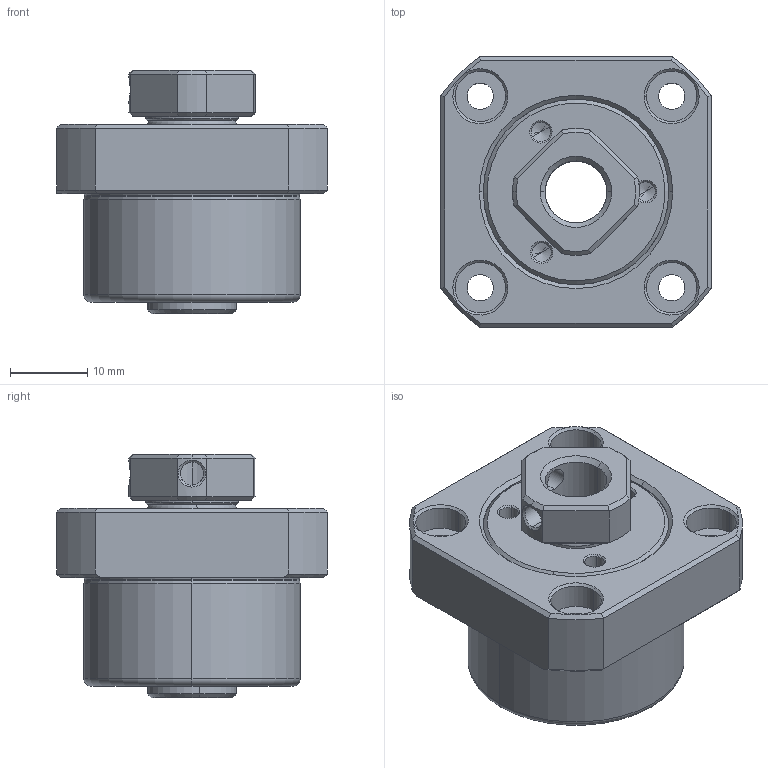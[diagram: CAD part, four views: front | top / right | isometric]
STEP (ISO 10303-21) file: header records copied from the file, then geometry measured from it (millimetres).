
FILE_DESCRIPTION (( 'STEP AP214' ), '1' );
FILE_NAME ('FK08疒遂.STEP', '2018-12-10T05:10:21', ( 'Windows 荤侩磊' ), ( '' ), 'SwSTEP 2.0', 'SolidWorks 2013', '' );
FILE_SCHEMA (( 'AUTOMOTIVE_DESIGN' ));
Length unit declared in the file: millimetre
Products named in the file (7): FK.EK08間隔環; FK08鎖固螺帽(成_); 708A; FK08軸封; FK08軸承_(成_); FK08軸承座_體(成_); FK08疒遂
Assembly tree (8 placements, depth 2):
  FK08疒遂
    FK08軸承座_體(成_)
    FK08軸承_(成_)
    FK08軸封
    708A  x2
    FK08鎖固螺帽(成_)
    FK.EK08間隔環  x2
Bounding box: 35 x 35 x 31.5 mm (x, y, z)
Volume: 15592.6 mm3; surface area: 15786.6 mm2
Topology: 28 solids, 28 shells, 461 faces, 1112 edges, 664 vertices
Faces by surface type: bspline 156, cylinder 129, cone 84, plane 72, torus 20
Entity records: 14019 total; most frequent: CARTESIAN_POINT 6284, DIRECTION 1631, ORIENTED_EDGE 1504, EDGE_CURVE 752, AXIS2_PLACEMENT_3D 717, VERTEX_POINT 468, CIRCLE 459, EDGE_LOOP 376
